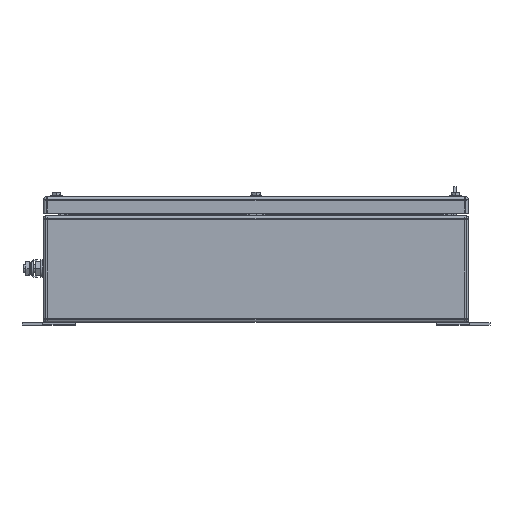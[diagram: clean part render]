
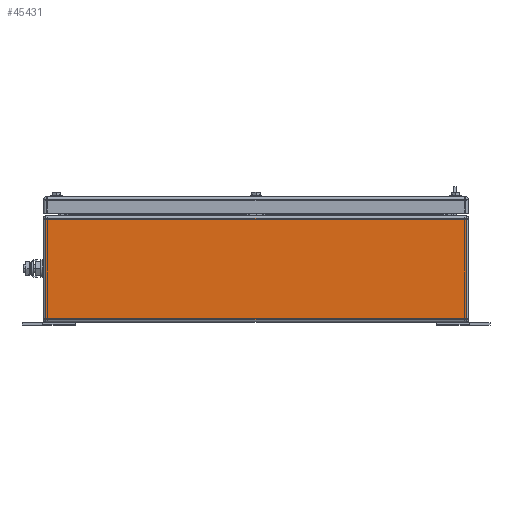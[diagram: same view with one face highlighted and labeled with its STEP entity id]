
A CAD part, front view. The second image highlights one B-rep face of the part: STEP entity #45431.
In plain terms, the highlighted planar face has unit normal (0, -1, 0).
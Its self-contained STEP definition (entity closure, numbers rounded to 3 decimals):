
#45404=AXIS2_PLACEMENT_3D('Plane Axis2P3D',#45401,#45402,#45403) ;
#45286=CARTESIAN_POINT('Vertex',(28.5,0.,6.5)) ;
#45289=CARTESIAN_POINT('Line Origine',(28.5,0.,67.)) ;
#45293=CARTESIAN_POINT('Vertex',(28.5,0.,127.5)) ;
#45401=CARTESIAN_POINT('Axis2P3D Location',(533.5,0.,3.5)) ;
#45406=CARTESIAN_POINT('Line Origine',(279.5,0.,6.5)) ;
#45410=CARTESIAN_POINT('Vertex',(530.5,0.,6.5)) ;
#45413=CARTESIAN_POINT('Line Origine',(530.5,0.,67.)) ;
#45417=CARTESIAN_POINT('Vertex',(530.5,0.,127.5)) ;
#45420=CARTESIAN_POINT('Line Origine',(279.5,0.,127.5)) ;
#45290=DIRECTION('Vector Direction',(0.,0.,1.)) ;
#45402=DIRECTION('Axis2P3D Direction',(0.,1.,0.)) ;
#45403=DIRECTION('Axis2P3D XDirection',(-1.,0.,0.)) ;
#45407=DIRECTION('Vector Direction',(1.,0.,0.)) ;
#45414=DIRECTION('Vector Direction',(0.,0.,1.)) ;
#45421=DIRECTION('Vector Direction',(-1.,0.,0.)) ;
#45291=VECTOR('Line Direction',#45290,1.) ;
#45408=VECTOR('Line Direction',#45407,1.) ;
#45415=VECTOR('Line Direction',#45414,1.) ;
#45422=VECTOR('Line Direction',#45421,1.) ;
#45426=ORIENTED_EDGE('',*,*,#45412,.F.) ;
#45427=ORIENTED_EDGE('',*,*,#45419,.F.) ;
#45428=ORIENTED_EDGE('',*,*,#45424,.F.) ;
#45429=ORIENTED_EDGE('',*,*,#45295,.F.) ;
#45431=ADVANCED_FACE('ZUB_KTB_MH_765015_0GP_AllCATPart.2\\ZUB_GH_KTB_MH_762x508x150_4GP.1\\GH_KTB_MH_QL_FS_PART_Multi-Master.1\\Koerper.2',(#45430),#45405,.F.) ;
#45295=EDGE_CURVE('',#45287,#45294,#45292,.T.) ;
#45412=EDGE_CURVE('',#45411,#45287,#45409,.F.) ;
#45419=EDGE_CURVE('',#45418,#45411,#45416,.F.) ;
#45424=EDGE_CURVE('',#45294,#45418,#45423,.F.) ;
#45425=EDGE_LOOP('',(#45426,#45427,#45428,#45429)) ;
#45430=FACE_OUTER_BOUND('',#45425,.T.) ;
#45292=LINE('Line',#45289,#45291) ;
#45409=LINE('Line',#45406,#45408) ;
#45416=LINE('Line',#45413,#45415) ;
#45423=LINE('Line',#45420,#45422) ;
#45405=PLANE('',#45404) ;
#45287=VERTEX_POINT('',#45286) ;
#45294=VERTEX_POINT('',#45293) ;
#45411=VERTEX_POINT('',#45410) ;
#45418=VERTEX_POINT('',#45417) ;
